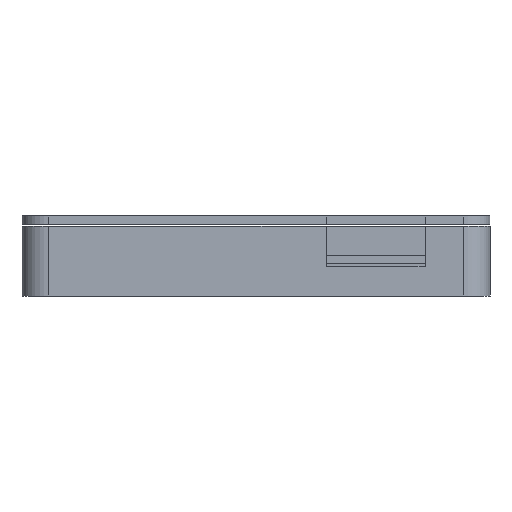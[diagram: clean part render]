
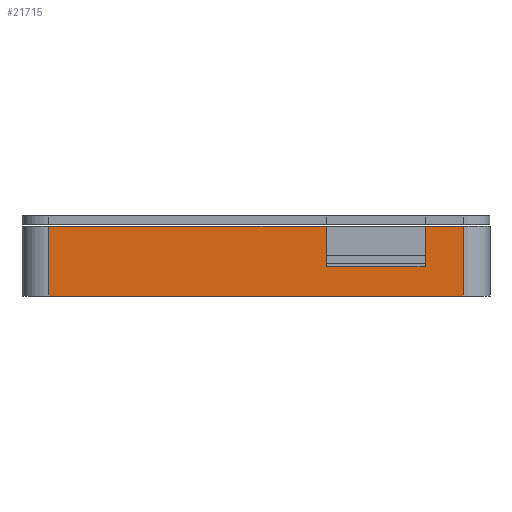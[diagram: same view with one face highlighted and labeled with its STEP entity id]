
A CAD part, front view. The second image highlights one B-rep face of the part: STEP entity #21715.
In plain terms, the highlighted planar face has unit normal (0, -1, 0).
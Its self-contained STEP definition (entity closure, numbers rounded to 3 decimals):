
#3483=FACE_OUTER_BOUND('',#4701,.T.);
#4701=EDGE_LOOP('',(#18908,#18909,#18910,#18911,#18912,#18913,#18914,#18915));
#5742=LINE('',#33993,#7492);
#5745=LINE('',#33998,#7495);
#5747=LINE('',#34002,#7497);
#6514=LINE('',#41612,#8264);
#6519=LINE('',#41648,#8269);
#6523=LINE('',#41660,#8273);
#6530=LINE('',#41680,#8280);
#6531=LINE('',#41682,#8281);
#7492=VECTOR('',#23799,10.);
#7495=VECTOR('',#23804,10.);
#7497=VECTOR('',#23808,10.);
#8264=VECTOR('',#24943,10.);
#8269=VECTOR('',#24990,10.);
#8273=VECTOR('',#25000,10.);
#8280=VECTOR('',#25021,10.);
#8281=VECTOR('',#25024,10.);
#9424=VERTEX_POINT('',#33990);
#9425=VERTEX_POINT('',#33992);
#9426=VERTEX_POINT('',#33996);
#9427=VERTEX_POINT('',#34000);
#10325=VERTEX_POINT('',#41609);
#10326=VERTEX_POINT('',#41611);
#10336=VERTEX_POINT('',#41647);
#10341=VERTEX_POINT('',#41658);
#11910=EDGE_CURVE('',#9425,#9424,#5742,.T.);
#11913=EDGE_CURVE('',#9424,#9426,#5745,.T.);
#11915=EDGE_CURVE('',#9426,#9427,#5747,.T.);
#13260=EDGE_CURVE('',#10325,#10326,#6514,.T.);
#13272=EDGE_CURVE('',#9425,#10336,#6519,.T.);
#13279=EDGE_CURVE('',#10341,#9427,#6523,.T.);
#13290=EDGE_CURVE('',#10326,#10341,#6530,.T.);
#13291=EDGE_CURVE('',#10336,#10325,#6531,.T.);
#18908=ORIENTED_EDGE('',*,*,#13290,.F.);
#18909=ORIENTED_EDGE('',*,*,#13260,.F.);
#18910=ORIENTED_EDGE('',*,*,#13291,.F.);
#18911=ORIENTED_EDGE('',*,*,#13272,.F.);
#18912=ORIENTED_EDGE('',*,*,#11910,.T.);
#18913=ORIENTED_EDGE('',*,*,#11913,.T.);
#18914=ORIENTED_EDGE('',*,*,#11915,.T.);
#18915=ORIENTED_EDGE('',*,*,#13279,.F.);
#20725=PLANE('',#22408);
#21715=ADVANCED_FACE('',(#3483),#20725,.T.);
#22408=AXIS2_PLACEMENT_3D('',#41681,#25022,#25023);
#23799=DIRECTION('',(0.,0.,-1.));
#23804=DIRECTION('',(-1.,0.,0.));
#23808=DIRECTION('',(0.,0.,1.));
#24943=DIRECTION('',(-1.,0.,0.));
#24990=DIRECTION('',(1.,0.,0.));
#25000=DIRECTION('',(1.,0.,0.));
#25021=DIRECTION('',(0.,0.,1.));
#25022=DIRECTION('center_axis',(0.,-1.,0.));
#25023=DIRECTION('ref_axis',(1.,0.,0.));
#25024=DIRECTION('',(0.,0.,-1.));
#33990=CARTESIAN_POINT('',(-14.685,55.48,5.5));
#33992=CARTESIAN_POINT('',(-14.685,55.48,13.));
#33993=CARTESIAN_POINT('',(-14.685,55.48,6.5));
#33996=CARTESIAN_POINT('',(-33.185,55.48,5.5));
#33998=CARTESIAN_POINT('',(-56.968,55.48,5.5));
#34000=CARTESIAN_POINT('',(-33.185,55.48,13.));
#34002=CARTESIAN_POINT('',(-33.185,55.48,6.5));
#41609=CARTESIAN_POINT('',(-7.55,55.48,0.));
#41611=CARTESIAN_POINT('',(-85.,55.48,0.));
#41612=CARTESIAN_POINT('',(-2.55,55.48,0.));
#41647=CARTESIAN_POINT('',(-7.55,55.48,13.));
#41648=CARTESIAN_POINT('',(-2.55,55.48,13.));
#41658=CARTESIAN_POINT('',(-85.,55.48,13.));
#41660=CARTESIAN_POINT('',(-2.55,55.48,13.));
#41680=CARTESIAN_POINT('',(-85.,55.48,0.));
#41681=CARTESIAN_POINT('Origin',(-90.,55.48,0.));
#41682=CARTESIAN_POINT('',(-7.55,55.48,0.));
